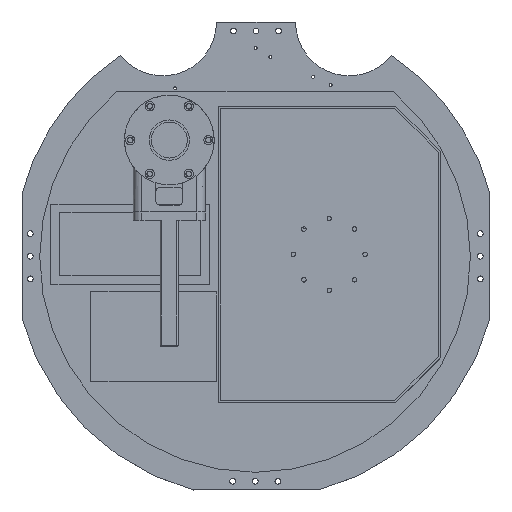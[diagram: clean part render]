
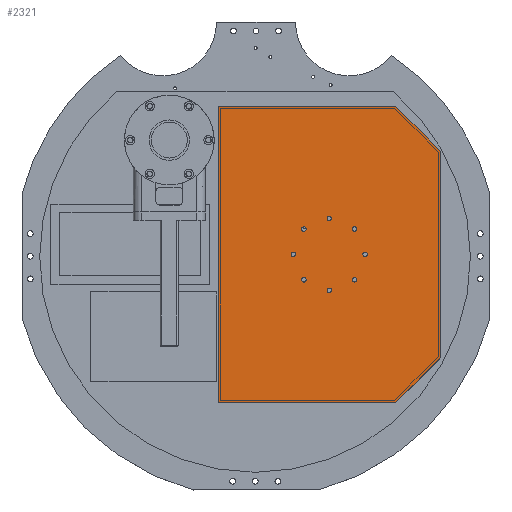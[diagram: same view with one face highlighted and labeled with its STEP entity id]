
A CAD part, top view. The second image highlights one B-rep face of the part: STEP entity #2321.
In plain terms, the highlighted face is planar.
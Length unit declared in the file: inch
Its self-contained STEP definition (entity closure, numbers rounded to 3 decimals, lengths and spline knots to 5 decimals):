
#736=LINE('',#13652,#1189);
#737=LINE('',#13655,#1190);
#738=LINE('',#13657,#1191);
#739=LINE('',#13659,#1192);
#740=LINE('',#13661,#1193);
#741=LINE('',#13663,#1194);
#1189=VECTOR('',#11024,1.);
#1190=VECTOR('',#11025,1.);
#1191=VECTOR('',#11026,1.);
#1192=VECTOR('',#11027,1.);
#1193=VECTOR('',#11028,1.);
#1194=VECTOR('',#11029,1.);
#1616=PLANE('',#8804);
#2321=ADVANCED_FACE('',(#3099,#3100,#3101,#3102,#3103,#3104,#3105,#3106,
#3107),#1616,.F.);
#3099=FACE_BOUND('',#3867,.T.);
#3100=FACE_BOUND('',#3868,.T.);
#3101=FACE_BOUND('',#3869,.T.);
#3102=FACE_BOUND('',#3870,.T.);
#3103=FACE_BOUND('',#3871,.T.);
#3104=FACE_BOUND('',#3872,.T.);
#3105=FACE_BOUND('',#3873,.T.);
#3106=FACE_BOUND('',#3874,.T.);
#3107=FACE_BOUND('',#3875,.T.);
#3867=EDGE_LOOP('',(#5605));
#3868=EDGE_LOOP('',(#5606));
#3869=EDGE_LOOP('',(#5607));
#3870=EDGE_LOOP('',(#5608));
#3871=EDGE_LOOP('',(#5609));
#3872=EDGE_LOOP('',(#5610));
#3873=EDGE_LOOP('',(#5611));
#3874=EDGE_LOOP('',(#5612));
#3875=EDGE_LOOP('',(#5613,#5614,#5615,#5616,#5617,#5618));
#5605=ORIENTED_EDGE('',*,*,#7355,.F.);
#5606=ORIENTED_EDGE('',*,*,#7356,.F.);
#5607=ORIENTED_EDGE('',*,*,#7357,.F.);
#5608=ORIENTED_EDGE('',*,*,#7358,.F.);
#5609=ORIENTED_EDGE('',*,*,#7359,.F.);
#5610=ORIENTED_EDGE('',*,*,#7360,.F.);
#5611=ORIENTED_EDGE('',*,*,#7361,.F.);
#5612=ORIENTED_EDGE('',*,*,#7362,.F.);
#5613=ORIENTED_EDGE('',*,*,#7363,.F.);
#5614=ORIENTED_EDGE('',*,*,#7364,.F.);
#5615=ORIENTED_EDGE('',*,*,#7365,.F.);
#5616=ORIENTED_EDGE('',*,*,#7366,.F.);
#5617=ORIENTED_EDGE('',*,*,#7367,.F.);
#5618=ORIENTED_EDGE('',*,*,#7368,.F.);
#6449=VERTEX_POINT('',#13637);
#6450=VERTEX_POINT('',#13639);
#6451=VERTEX_POINT('',#13641);
#6452=VERTEX_POINT('',#13643);
#6453=VERTEX_POINT('',#13645);
#6454=VERTEX_POINT('',#13647);
#6455=VERTEX_POINT('',#13649);
#6456=VERTEX_POINT('',#13651);
#6457=VERTEX_POINT('',#13653);
#6458=VERTEX_POINT('',#13654);
#6459=VERTEX_POINT('',#13656);
#6460=VERTEX_POINT('',#13658);
#6461=VERTEX_POINT('',#13660);
#6462=VERTEX_POINT('',#13662);
#7355=EDGE_CURVE('',#6449,#6449,#7906,.T.);
#7356=EDGE_CURVE('',#6450,#6450,#7907,.T.);
#7357=EDGE_CURVE('',#6451,#6451,#7908,.T.);
#7358=EDGE_CURVE('',#6452,#6452,#7909,.T.);
#7359=EDGE_CURVE('',#6453,#6453,#7910,.T.);
#7360=EDGE_CURVE('',#6454,#6454,#7911,.T.);
#7361=EDGE_CURVE('',#6455,#6455,#7912,.T.);
#7362=EDGE_CURVE('',#6456,#6456,#7913,.T.);
#7363=EDGE_CURVE('',#6457,#6458,#736,.T.);
#7364=EDGE_CURVE('',#6459,#6457,#737,.T.);
#7365=EDGE_CURVE('',#6460,#6459,#738,.T.);
#7366=EDGE_CURVE('',#6461,#6460,#739,.T.);
#7367=EDGE_CURVE('',#6462,#6461,#740,.T.);
#7368=EDGE_CURVE('',#6458,#6462,#741,.T.);
#7906=CIRCLE('',#8796,0.0625);
#7907=CIRCLE('',#8797,0.0625);
#7908=CIRCLE('',#8798,0.0625);
#7909=CIRCLE('',#8799,0.0625);
#7910=CIRCLE('',#8800,0.0625);
#7911=CIRCLE('',#8801,0.0625);
#7912=CIRCLE('',#8802,0.0625);
#7913=CIRCLE('',#8803,0.0625);
#8796=AXIS2_PLACEMENT_3D('',#13636,#11008,#11009);
#8797=AXIS2_PLACEMENT_3D('',#13638,#11010,#11011);
#8798=AXIS2_PLACEMENT_3D('',#13640,#11012,#11013);
#8799=AXIS2_PLACEMENT_3D('',#13642,#11014,#11015);
#8800=AXIS2_PLACEMENT_3D('',#13644,#11016,#11017);
#8801=AXIS2_PLACEMENT_3D('',#13646,#11018,#11019);
#8802=AXIS2_PLACEMENT_3D('',#13648,#11020,#11021);
#8803=AXIS2_PLACEMENT_3D('',#13650,#11022,#11023);
#8804=AXIS2_PLACEMENT_3D('',#13664,#11030,#11031);
#11008=DIRECTION('',(-1.,0.,0.));
#11009=DIRECTION('',(0.,0.707,-0.707));
#11010=DIRECTION('',(-1.,0.,0.));
#11011=DIRECTION('',(0.,0.707,-0.707));
#11012=DIRECTION('',(-1.,0.,0.));
#11013=DIRECTION('',(0.,0.707,-0.707));
#11014=DIRECTION('',(-1.,0.,0.));
#11015=DIRECTION('',(0.,0.707,-0.707));
#11016=DIRECTION('',(-1.,0.,0.));
#11017=DIRECTION('',(0.,0.707,-0.707));
#11018=DIRECTION('',(-1.,0.,0.));
#11019=DIRECTION('',(0.,0.707,-0.707));
#11020=DIRECTION('',(-1.,0.,0.));
#11021=DIRECTION('',(0.,0.707,-0.707));
#11022=DIRECTION('',(-1.,0.,0.));
#11023=DIRECTION('',(0.,0.707,-0.707));
#11024=DIRECTION('',(0.,0.707,-0.707));
#11025=DIRECTION('',(0.,0.,-1.));
#11026=DIRECTION('',(0.,-1.,0.));
#11027=DIRECTION('',(0.,0.,1.));
#11028=DIRECTION('',(0.,0.707,0.707));
#11029=DIRECTION('',(0.,1.,0.));
#11030=DIRECTION('',(1.,0.,0.));
#11031=DIRECTION('',(0.,0.,1.));
#13636=CARTESIAN_POINT('',(0.,0.,1.));
#13637=CARTESIAN_POINT('',(0.,0.04419,0.95581));
#13638=CARTESIAN_POINT('',(0.,-0.70711,0.70711));
#13639=CARTESIAN_POINT('',(0.,-0.66291,0.66291));
#13640=CARTESIAN_POINT('',(0.,-1.,0.));
#13641=CARTESIAN_POINT('',(0.,-0.95581,-0.04419));
#13642=CARTESIAN_POINT('',(0.,-0.70711,-0.70711));
#13643=CARTESIAN_POINT('',(0.,-0.66291,-0.7513));
#13644=CARTESIAN_POINT('',(0.,0.,-1.));
#13645=CARTESIAN_POINT('',(0.,0.04419,-1.04419));
#13646=CARTESIAN_POINT('',(0.,0.70711,-0.70711));
#13647=CARTESIAN_POINT('',(0.,0.7513,-0.7513));
#13648=CARTESIAN_POINT('',(0.,1.,0.));
#13649=CARTESIAN_POINT('',(0.,1.04419,-0.04419));
#13650=CARTESIAN_POINT('',(0.,0.70711,0.70711));
#13651=CARTESIAN_POINT('',(0.,0.7513,0.66291));
#13652=CARTESIAN_POINT('',(0.,-4.125,-1.85));
#13653=CARTESIAN_POINT('',(0.,-4.125,-1.85));
#13654=CARTESIAN_POINT('',(0.,-2.875,-3.1));
#13655=CARTESIAN_POINT('',(0.,-4.125,3.1));
#13656=CARTESIAN_POINT('',(0.,-4.125,3.1));
#13657=CARTESIAN_POINT('',(0.,4.125,3.1));
#13658=CARTESIAN_POINT('',(0.,4.125,3.1));
#13659=CARTESIAN_POINT('',(0.,4.125,-3.1));
#13660=CARTESIAN_POINT('',(0.,4.125,-1.85));
#13661=CARTESIAN_POINT('',(0.,2.875,-3.1));
#13662=CARTESIAN_POINT('',(0.,2.875,-3.1));
#13663=CARTESIAN_POINT('',(0.,-4.125,-3.1));
#13664=CARTESIAN_POINT('',(0.,0.,0.));
